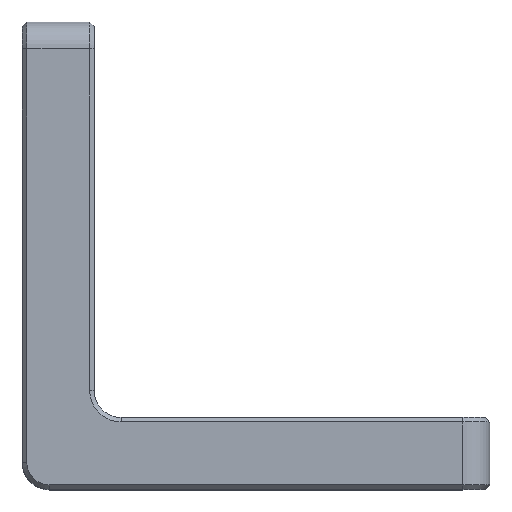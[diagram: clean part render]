
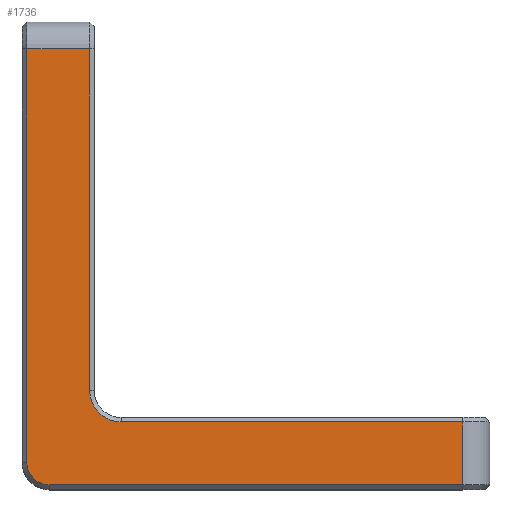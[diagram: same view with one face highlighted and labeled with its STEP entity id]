
A CAD part, top view. The second image highlights one B-rep face of the part: STEP entity #1736.
In plain terms, the highlighted planar face has unit normal (0, 0, 1).
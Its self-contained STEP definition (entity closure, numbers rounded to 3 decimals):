
#12 = CARTESIAN_POINT ( 'NONE',  ( 0., 0., 20. ) ) ;
#105 = EDGE_CURVE ( 'NONE', #2389, #2136, #1702, .T. ) ;
#124 = ORIENTED_EDGE ( 'NONE', *, *, #2049, .T. ) ;
#130 = ORIENTED_EDGE ( 'NONE', *, *, #105, .T. ) ;
#209 = AXIS2_PLACEMENT_3D ( 'NONE', #890, #2356, #1104 ) ;
#211 = VERTEX_POINT ( 'NONE', #1323 ) ;
#253 = CARTESIAN_POINT ( 'NONE',  ( 49., 7.5, 20. ) ) ;
#322 = VERTEX_POINT ( 'NONE', #253 ) ;
#325 = CARTESIAN_POINT ( 'NONE',  ( 7.5, 49., 20. ) ) ;
#349 = ORIENTED_EDGE ( 'NONE', *, *, #2263, .T. ) ;
#361 = LINE ( 'NONE', #370, #2438 ) ;
#369 = VECTOR ( 'NONE', #822, 1000. ) ;
#370 = CARTESIAN_POINT ( 'NONE',  ( 0., 49., 20. ) ) ;
#445 = CARTESIAN_POINT ( 'NONE',  ( 3., 0.5, 20. ) ) ;
#447 = PLANE ( 'NONE',  #508 ) ;
#503 = DIRECTION ( 'NONE',  ( 0., 0., 1. ) ) ;
#508 = AXIS2_PLACEMENT_3D ( 'NONE', #12, #1880, #660 ) ;
#526 = ORIENTED_EDGE ( 'NONE', *, *, #2342, .T. ) ;
#529 = EDGE_CURVE ( 'NONE', #2715, #2178, #1627, .T. ) ;
#536 = CARTESIAN_POINT ( 'NONE',  ( 11., 7.5, 20. ) ) ;
#543 = EDGE_CURVE ( 'NONE', #2136, #211, #2693, .T. ) ;
#578 = DIRECTION ( 'NONE',  ( -1., 0., 0. ) ) ;
#636 = EDGE_LOOP ( 'NONE', ( #1869, #124, #130, #1079, #1517, #1628, #526, #349 ) ) ;
#660 = DIRECTION ( 'NONE',  ( 1., 0., 0. ) ) ;
#721 = DIRECTION ( 'NONE',  ( 0., 1., 0. ) ) ;
#822 = DIRECTION ( 'NONE',  ( -1., 0., 0. ) ) ;
#890 = CARTESIAN_POINT ( 'NONE',  ( 11., 11., 20. ) ) ;
#988 = CARTESIAN_POINT ( 'NONE',  ( 49., 0.5, 20. ) ) ;
#996 = DIRECTION ( 'NONE',  ( 1., 0., 0. ) ) ;
#1017 = CARTESIAN_POINT ( 'NONE',  ( 49., 8., 20. ) ) ;
#1025 = CARTESIAN_POINT ( 'NONE',  ( 11., 7.5, 20. ) ) ;
#1027 = VECTOR ( 'NONE', #721, 1000. ) ;
#1058 = CARTESIAN_POINT ( 'NONE',  ( 7.5, 11., 20. ) ) ;
#1067 = CIRCLE ( 'NONE', #2297, 2.5 ) ;
#1079 = ORIENTED_EDGE ( 'NONE', *, *, #543, .T. ) ;
#1104 = DIRECTION ( 'NONE',  ( 1., 0., 0. ) ) ;
#1106 = LINE ( 'NONE', #1025, #369 ) ;
#1221 = DIRECTION ( 'NONE',  ( 0., 1., 0. ) ) ;
#1302 = VERTEX_POINT ( 'NONE', #445 ) ;
#1323 = CARTESIAN_POINT ( 'NONE',  ( 7.5, 49., 20. ) ) ;
#1350 = CARTESIAN_POINT ( 'NONE',  ( 0.5, 3., 20. ) ) ;
#1517 = ORIENTED_EDGE ( 'NONE', *, *, #2615, .T. ) ;
#1537 = VERTEX_POINT ( 'NONE', #988 ) ;
#1584 = LINE ( 'NONE', #1017, #2088 ) ;
#1615 = CARTESIAN_POINT ( 'NONE',  ( 0.5, 49., 20. ) ) ;
#1627 = LINE ( 'NONE', #1350, #1699 ) ;
#1628 = ORIENTED_EDGE ( 'NONE', *, *, #529, .T. ) ;
#1699 = VECTOR ( 'NONE', #2610, 1000. ) ;
#1702 = CIRCLE ( 'NONE', #209, 3.5 ) ;
#1731 = CARTESIAN_POINT ( 'NONE',  ( 3., 3., 20. ) ) ;
#1736 = ADVANCED_FACE ( 'NONE', ( #2587 ), #447, .T. ) ;
#1808 = CARTESIAN_POINT ( 'NONE',  ( 49., 0.5, 20. ) ) ;
#1869 = ORIENTED_EDGE ( 'NONE', *, *, #2687, .T. ) ;
#1880 = DIRECTION ( 'NONE',  ( 0., 0., 1. ) ) ;
#1944 = DIRECTION ( 'NONE',  ( 1., 0., 0. ) ) ;
#1976 = VECTOR ( 'NONE', #996, 1000. ) ;
#2049 = EDGE_CURVE ( 'NONE', #322, #2389, #1106, .T. ) ;
#2088 = VECTOR ( 'NONE', #1221, 1000. ) ;
#2136 = VERTEX_POINT ( 'NONE', #1058 ) ;
#2178 = VERTEX_POINT ( 'NONE', #2215 ) ;
#2215 = CARTESIAN_POINT ( 'NONE',  ( 0.5, 3., 20. ) ) ;
#2263 = EDGE_CURVE ( 'NONE', #1302, #1537, #2535, .T. ) ;
#2297 = AXIS2_PLACEMENT_3D ( 'NONE', #1731, #503, #1944 ) ;
#2342 = EDGE_CURVE ( 'NONE', #2178, #1302, #1067, .T. ) ;
#2356 = DIRECTION ( 'NONE',  ( 0., 0., -1. ) ) ;
#2389 = VERTEX_POINT ( 'NONE', #536 ) ;
#2438 = VECTOR ( 'NONE', #578, 1000. ) ;
#2535 = LINE ( 'NONE', #1808, #1976 ) ;
#2587 = FACE_OUTER_BOUND ( 'NONE', #636, .T. ) ;
#2610 = DIRECTION ( 'NONE',  ( 0., -1., 0. ) ) ;
#2615 = EDGE_CURVE ( 'NONE', #211, #2715, #361, .T. ) ;
#2687 = EDGE_CURVE ( 'NONE', #1537, #322, #1584, .T. ) ;
#2693 = LINE ( 'NONE', #325, #1027 ) ;
#2715 = VERTEX_POINT ( 'NONE', #1615 ) ;
